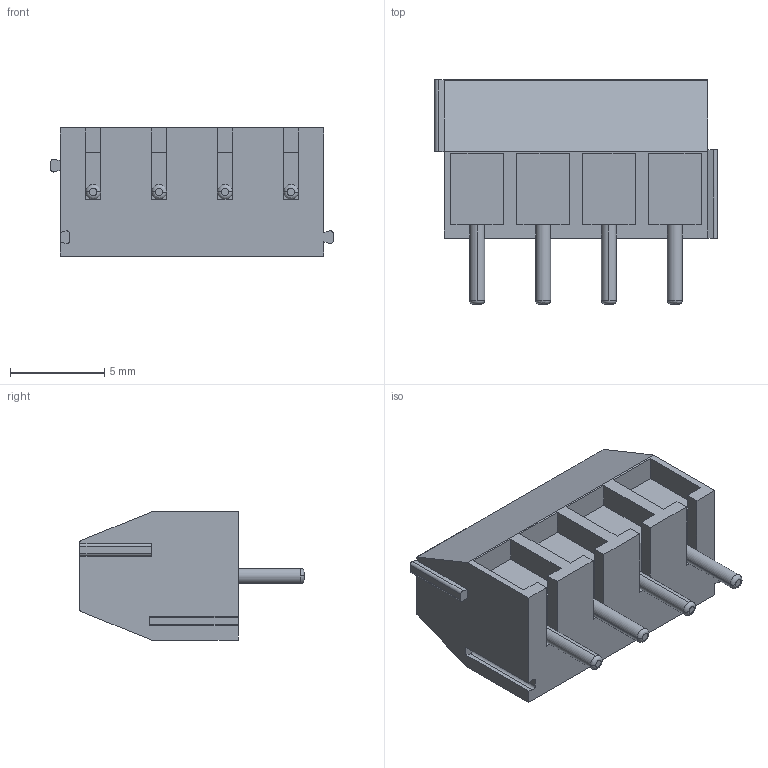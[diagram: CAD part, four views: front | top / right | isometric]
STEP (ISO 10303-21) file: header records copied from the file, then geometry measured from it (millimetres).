
FILE_DESCRIPTION((''),'2;1');
FILE_NAME('04P','2020-05-20T',('Administrator'),(''),'CREO PARAMETRIC BY PTC INC, 2014350','CREO PARAMETRIC BY PTC INC, 2014350','');
FILE_SCHEMA(('CONFIG_CONTROL_DESIGN'));
Length unit declared in the file: millimetre
Products named in the file (1): 04P
Bounding box: 15 x 11.9 x 6.8 mm (x, y, z)
Volume: 637.6 mm3; surface area: 761.4 mm2
Topology: 1 solids, 1 shells, 478 faces, 1327 edges, 873 vertices
Faces by surface type: plane 404, cylinder 34, revolution 16, torus 12, cone 8, bspline 4
Entity records: 13539 total; most frequent: ORIENTED_EDGE 2654, CARTESIAN_POINT 1678, DIRECTION 1580, EDGE_CURVE 1327, LINE 1097, VECTOR 998, VERTEX_POINT 873, AXIS2_PLACEMENT_3D 592
